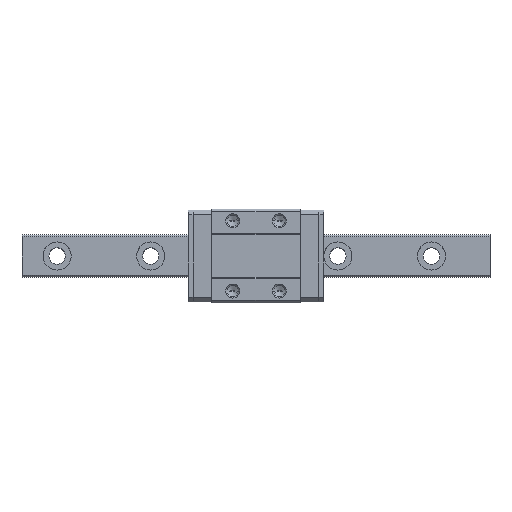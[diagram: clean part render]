
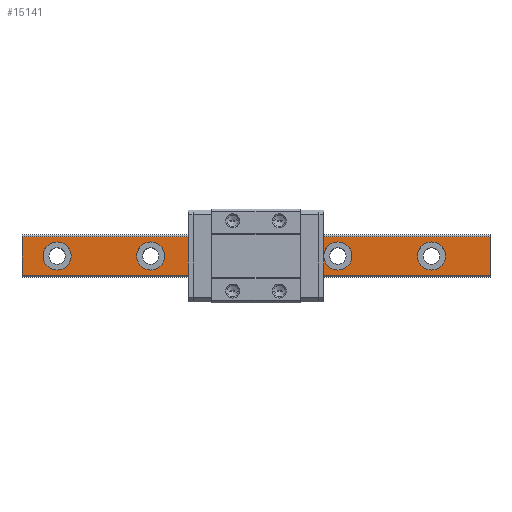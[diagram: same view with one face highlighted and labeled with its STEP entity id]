
A CAD part, top view. The second image highlights one B-rep face of the part: STEP entity #15141.
In plain terms, the highlighted planar face has unit normal (0, 0, 1).
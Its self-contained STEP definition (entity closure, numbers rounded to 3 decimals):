
#14758=CARTESIAN_POINT('POINT683',(92.5,-4.1,
   6.5));
#14759=VERTEX_POINT('VERTEX683',#14758);
#14766=CARTESIAN_POINT('POINT684',(-7.5,-4.1,
   6.5));
#14767=VERTEX_POINT('VERTEX684',#14766);
#14768=CARTESIAN_POINT('POS1240',(-7.5,-4.1,
   6.5));
#14769=DIRECTION('DIR1851',(1.,0.,0.));
#14770=VECTOR('VEC629',#14769,1.);
#14771=LINE('STRAIGHT629',#14768,#14770);
#14772=EDGE_CURVE('EDGE1033',#14767,#14759,#14771,.T.);
#14806=CARTESIAN_POINT('POINT685',(-7.5,4.1,
   6.5));
#14807=VERTEX_POINT('VERTEX685',#14806);
#14808=CARTESIAN_POINT('POS1243',(-7.5,4.1,
   6.5));
#14809=DIRECTION('DIR1855',(0.,-1.,0.));
#14810=VECTOR('VEC631',#14809,1.);
#14811=LINE('STRAIGHT631',#14808,#14810);
#14812=EDGE_CURVE('EDGE1035',#14807,#14767,#14811,.T.);
#14843=CARTESIAN_POINT('POINT686',(92.5,4.1,
   6.5));
#14844=VERTEX_POINT('VERTEX686',#14843);
#14853=CARTESIAN_POINT('POS1247',(-7.5,4.1,
   6.5));
#14854=DIRECTION('DIR1860',(1.,0.,0.));
#14855=VECTOR('VEC634',#14854,1.);
#14856=LINE('STRAIGHT634',#14853,#14855);
#14857=EDGE_CURVE('EDGE1038',#14807,#14844,#14856,.T.);
#14885=CARTESIAN_POINT('POS1249',(92.5,4.1,
   6.5));
#14886=DIRECTION('DIR1863',(0.,1.,0.));
#14887=VECTOR('VEC635',#14886,1.);
#14888=LINE('STRAIGHT635',#14885,#14887);
#14889=EDGE_CURVE('EDGE1039',#14759,#14844,#14888,.T.);
#14914=CARTESIAN_POINT('POINT687',(23.,0.,
   6.5));
#14915=VERTEX_POINT('VERTEX687',#14914);
#14923=CARTESIAN_POINT('POINT688',(17.,0.,
   6.5));
#14924=VERTEX_POINT('VERTEX688',#14923);
#14931=CARTESIAN_POINT('POS1253',(20.,0.,
   6.5));
#14932=DIRECTION('DIR1868',(0.,0.,-1.));
#14933=DIRECTION('DIR1869',(1.,0.,0.));
#14934=AXIS2_PLACEMENT_3D('AXIS616',#14931,#14932,#14933);
#14935=CIRCLE('ELLIPSE291',#14934,3.);
#14936=EDGE_CURVE('EDGE1042',#14915,#14924,#14935,.T.);
#14947=EDGE_CURVE('EDGE1043',#14924,#14915,#14935,.T.);
#14954=CARTESIAN_POINT('POINT689',(43.,0.,
   6.5));
#14955=VERTEX_POINT('VERTEX689',#14954);
#14963=CARTESIAN_POINT('POINT690',(37.,0.,
   6.5));
#14964=VERTEX_POINT('VERTEX690',#14963);
#14971=CARTESIAN_POINT('POS1257',(40.,0.,
   6.5));
#14972=DIRECTION('DIR1874',(0.,0.,-1.));
#14973=DIRECTION('DIR1875',(1.,0.,0.));
#14974=AXIS2_PLACEMENT_3D('AXIS618',#14971,#14972,#14973);
#14975=CIRCLE('ELLIPSE292',#14974,3.);
#14976=EDGE_CURVE('EDGE1046',#14955,#14964,#14975,.T.);
#14987=EDGE_CURVE('EDGE1047',#14964,#14955,#14975,.T.);
#14994=CARTESIAN_POINT('POINT691',(63.,0.,
   6.5));
#14995=VERTEX_POINT('VERTEX691',#14994);
#15003=CARTESIAN_POINT('POINT692',(57.,0.,
   6.5));
#15004=VERTEX_POINT('VERTEX692',#15003);
#15011=CARTESIAN_POINT('POS1261',(60.,0.,
   6.5));
#15012=DIRECTION('DIR1880',(0.,0.,-1.));
#15013=DIRECTION('DIR1881',(1.,0.,0.));
#15014=AXIS2_PLACEMENT_3D('AXIS620',#15011,#15012,#15013);
#15015=CIRCLE('ELLIPSE293',#15014,3.);
#15016=EDGE_CURVE('EDGE1050',#14995,#15004,#15015,.T.);
#15027=EDGE_CURVE('EDGE1051',#15004,#14995,#15015,.T.);
#15034=CARTESIAN_POINT('POINT693',(83.,0.,
   6.5));
#15035=VERTEX_POINT('VERTEX693',#15034);
#15043=CARTESIAN_POINT('POINT694',(77.,0.,
   6.5));
#15044=VERTEX_POINT('VERTEX694',#15043);
#15051=CARTESIAN_POINT('POS1265',(80.,0.,
   6.5));
#15052=DIRECTION('DIR1886',(0.,0.,-1.));
#15053=DIRECTION('DIR1887',(1.,0.,0.));
#15054=AXIS2_PLACEMENT_3D('AXIS622',#15051,#15052,#15053);
#15055=CIRCLE('ELLIPSE294',#15054,3.);
#15056=EDGE_CURVE('EDGE1054',#15035,#15044,#15055,.T.);
#15067=EDGE_CURVE('EDGE1055',#15044,#15035,#15055,.T.);
#15099=ORIENTED_EDGE('COEDGE2101',*,*,#15067,.T.);
#15100=ORIENTED_EDGE('COEDGE2102',*,*,#15056,.T.);
#15101=EDGE_LOOP('NONE',(#15099,#15100));
#15102=FACE_BOUND('LOOP1',#15101,.T.);
#15103=ORIENTED_EDGE('COEDGE2103',*,*,#15027,.T.);
#15104=ORIENTED_EDGE('COEDGE2104',*,*,#15016,.T.);
#15105=EDGE_LOOP('NONE',(#15103,#15104));
#15106=FACE_BOUND('LOOP1',#15105,.T.);
#15107=ORIENTED_EDGE('COEDGE2105',*,*,#14987,.T.);
#15108=ORIENTED_EDGE('COEDGE2106',*,*,#14976,.T.);
#15109=EDGE_LOOP('NONE',(#15107,#15108));
#15110=FACE_BOUND('LOOP1',#15109,.T.);
#15111=ORIENTED_EDGE('COEDGE2107',*,*,#14947,.T.);
#15112=ORIENTED_EDGE('COEDGE2108',*,*,#14936,.T.);
#15113=EDGE_LOOP('NONE',(#15111,#15112));
#15114=FACE_BOUND('LOOP1',#15113,.T.);
#15115=CARTESIAN_POINT('POINT697',(-3.,0.,
   6.5));
#15116=VERTEX_POINT('VERTEX697',#15115);
#15117=CARTESIAN_POINT('POINT698',(3.,0.,
   6.5));
#15118=VERTEX_POINT('VERTEX698',#15117);
#15119=CARTESIAN_POINT('POS1269',(0.,0.,
   6.5));
#15120=DIRECTION('DIR1894',(0.,0.,-1.));
#15121=DIRECTION('DIR1895',(1.,0.,0.));
#15122=AXIS2_PLACEMENT_3D('AXIS626',#15119,#15120,#15121);
#15123=CIRCLE('ELLIPSE296',#15122,3.);
#15124=EDGE_CURVE('EDGE1058',#15116,#15118,#15123,.T.);
#15125=ORIENTED_EDGE('COEDGE2109',*,*,#15124,.T.);
#15126=EDGE_CURVE('EDGE1059',#15118,#15116,#15123,.T.);
#15127=ORIENTED_EDGE('COEDGE2110',*,*,#15126,.T.);
#15128=EDGE_LOOP('NONE',(#15125,#15127));
#15129=FACE_BOUND('LOOP1',#15128,.T.);
#15130=ORIENTED_EDGE('COEDGE2111',*,*,#14889,.T.);
#15131=ORIENTED_EDGE('COEDGE2112',*,*,#14857,.F.);
#15132=ORIENTED_EDGE('COEDGE2113',*,*,#14812,.T.);
#15133=ORIENTED_EDGE('COEDGE2114',*,*,#14772,.T.);
#15134=EDGE_LOOP('NONE',(#15130,#15131,#15132,#15133));
#15135=FACE_BOUND('LOOP1',#15134,.T.);
#15136=CARTESIAN_POINT('POS1270',(-7.5,-4.1,
   6.5));
#15137=DIRECTION('DIR1896',(0.,0.,1.));
#15138=DIRECTION('DIR1897',(1.,0.,0.));
#15139=AXIS2_PLACEMENT_3D('AXIS627',#15136,#15137,#15138);
#15140=PLANE('PLANE192',#15139);
#15141=ADVANCED_FACE('FACE393',(#15102,#15106,#15110,#15114,#15129,
   #15135),#15140,.T.);
